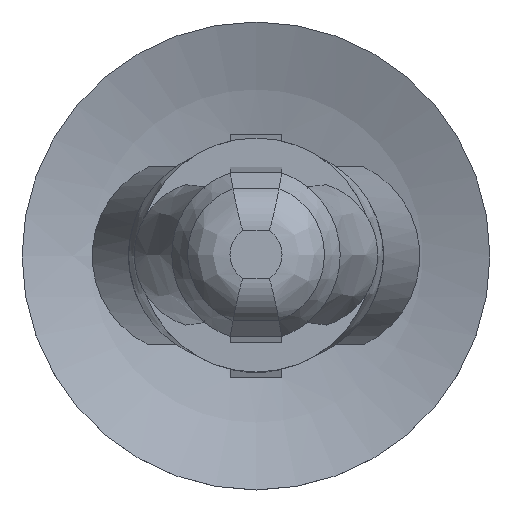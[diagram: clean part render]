
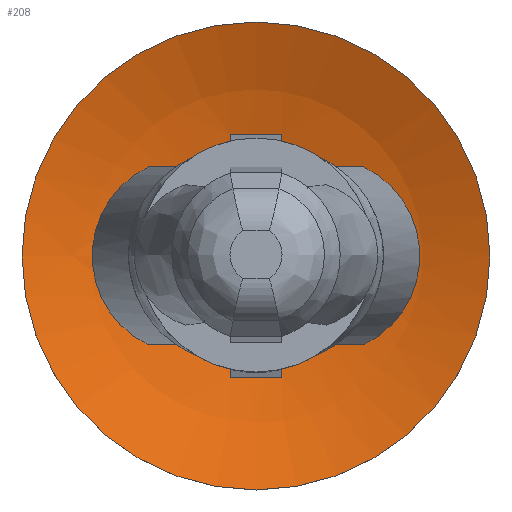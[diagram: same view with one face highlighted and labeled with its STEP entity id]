
A CAD part, top view. The second image highlights one B-rep face of the part: STEP entity #208.
In plain terms, the highlighted spherical face has radius 13 mm.
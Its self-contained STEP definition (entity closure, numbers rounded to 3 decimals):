
#208 = ADVANCED_FACE( '', ( #438, #439, #440, #441 ), #442, .F. );
#438 = FACE_OUTER_BOUND( '', #1001, .T. );
#439 = FACE_OUTER_BOUND( '', #1002, .T. );
#440 = FACE_BOUND( '', #1003, .T. );
#441 = FACE_BOUND( '', #1004, .T. );
#442 = SPHERICAL_SURFACE( '', #1005, 13. );
#1001 = EDGE_LOOP( '', ( #1578 ) );
#1002 = EDGE_LOOP( '', ( #1579, #1580, #1581, #1582 ) );
#1003 = EDGE_LOOP( '', ( #1583, #1584 ) );
#1004 = EDGE_LOOP( '', ( #1585, #1586 ) );
#1005 = AXIS2_PLACEMENT_3D( '', #1587, #1588, #1589 );
#1578 = ORIENTED_EDGE( '', *, *, #1979, .F. );
#1579 = ORIENTED_EDGE( '', *, *, #2026, .T. );
#1580 = ORIENTED_EDGE( '', *, *, #2027, .T. );
#1581 = ORIENTED_EDGE( '', *, *, #1889, .T. );
#1582 = ORIENTED_EDGE( '', *, *, #1994, .T. );
#1583 = ORIENTED_EDGE( '', *, *, #2028, .T. );
#1584 = ORIENTED_EDGE( '', *, *, #1893, .T. );
#1585 = ORIENTED_EDGE( '', *, *, #1808, .F. );
#1586 = ORIENTED_EDGE( '', *, *, #1997, .F. );
#1587 = CARTESIAN_POINT( '', ( 0., 0., 0.8 ) );
#1588 = DIRECTION( '', ( 0., 0., -1. ) );
#1589 = DIRECTION( '', ( -1., 0., 0. ) );
#1808 = EDGE_CURVE( '', #2084, #2087, #2088, .F. );
#1889 = EDGE_CURVE( '', #2222, #2220, #2223, .F. );
#1893 = EDGE_CURVE( '', #2228, #2229, #2230, .F. );
#1979 = EDGE_CURVE( '', #2355, #2355, #2356, .T. );
#1994 = EDGE_CURVE( '', #2220, #2376, #2377, .F. );
#1997 = EDGE_CURVE( '', #2087, #2084, #2380, .T. );
#2026 = EDGE_CURVE( '', #2376, #2412, #2413, .F. );
#2027 = EDGE_CURVE( '', #2412, #2222, #2414, .F. );
#2028 = EDGE_CURVE( '', #2229, #2228, #2415, .T. );
#2084 = VERTEX_POINT( '', #2478 );
#2087 = VERTEX_POINT( '', #2482 );
#2088 = CIRCLE( '', #2483, 12.795 );
#2220 = VERTEX_POINT( '', #2765 );
#2222 = VERTEX_POINT( '', #2768 );
#2223 = CIRCLE( '', #2769, 12.988 );
#2228 = VERTEX_POINT( '', #2776 );
#2229 = VERTEX_POINT( '', #2777 );
#2230 = CIRCLE( '', #2778, 12.795 );
#2355 = VERTEX_POINT( '', #3071 );
#2356 = CIRCLE( '', #3072, 5. );
#2376 = VERTEX_POINT( '', #3110 );
#2377 = CIRCLE( '', #3111, 12.737 );
#2380 = B_SPLINE_CURVE_WITH_KNOTS( '', 3, ( #3115, #3116, #3117, #3118, #3119, #3120, #3121, #3122, #3123, #3124 ), .UNSPECIFIED., .F., .F., ( 4, 2, 2, 2, 4 ), ( 0., 0., 0.001, 0.001, 0.002 ), .UNSPECIFIED. );
#2412 = VERTEX_POINT( '', #3187 );
#2413 = CIRCLE( '', #3188, 12.988 );
#2414 = CIRCLE( '', #3189, 12.737 );
#2415 = B_SPLINE_CURVE_WITH_KNOTS( '', 3, ( #3190, #3191, #3192, #3193, #3194, #3195, #3196, #3197, #3198, #3199 ), .UNSPECIFIED., .F., .F., ( 4, 2, 2, 2, 4 ), ( 0., 0., 0.001, 0.001, 0.002 ), .UNSPECIFIED. );
#2478 = CARTESIAN_POINT( '', ( 2.3, 0.75, -11.973 ) );
#2482 = CARTESIAN_POINT( '', ( 2.3, -0.75, -11.973 ) );
#2483 = AXIS2_PLACEMENT_3D( '', #3272, #3273, #3274 );
#2765 = CARTESIAN_POINT( '', ( -0.55, 2.6, -11.925 ) );
#2768 = CARTESIAN_POINT( '', ( -0.55, -2.6, -11.925 ) );
#2769 = AXIS2_PLACEMENT_3D( '', #3352, #3353, #3354 );
#2776 = CARTESIAN_POINT( '', ( -2.3, 0.75, -11.973 ) );
#2777 = CARTESIAN_POINT( '', ( -2.3, -0.75, -11.973 ) );
#2778 = AXIS2_PLACEMENT_3D( '', #3357, #3358, #3359 );
#3071 = CARTESIAN_POINT( '', ( -5., 0., -11.2 ) );
#3072 = AXIS2_PLACEMENT_3D( '', #3406, #3407, #3408 );
#3110 = CARTESIAN_POINT( '', ( 0.55, 2.6, -11.925 ) );
#3111 = AXIS2_PLACEMENT_3D( '', #3418, #3419, #3420 );
#3115 = CARTESIAN_POINT( '', ( 2.3, -0.75, -11.973 ) );
#3116 = CARTESIAN_POINT( '', ( 2.447, -0.689, -11.95 ) );
#3117 = CARTESIAN_POINT( '', ( 2.574, -0.584, -11.93 ) );
#3118 = CARTESIAN_POINT( '', ( 2.751, -0.32, -11.903 ) );
#3119 = CARTESIAN_POINT( '', ( 2.8, -0.159, -11.895 ) );
#3120 = CARTESIAN_POINT( '', ( 2.8, 0.159, -11.895 ) );
#3121 = CARTESIAN_POINT( '', ( 2.751, 0.32, -11.903 ) );
#3122 = CARTESIAN_POINT( '', ( 2.574, 0.584, -11.93 ) );
#3123 = CARTESIAN_POINT( '', ( 2.447, 0.689, -11.95 ) );
#3124 = CARTESIAN_POINT( '', ( 2.3, 0.75, -11.973 ) );
#3187 = CARTESIAN_POINT( '', ( 0.55, -2.6, -11.925 ) );
#3188 = AXIS2_PLACEMENT_3D( '', #3437, #3438, #3439 );
#3189 = AXIS2_PLACEMENT_3D( '', #3440, #3441, #3442 );
#3190 = CARTESIAN_POINT( '', ( -2.3, -0.75, -11.973 ) );
#3191 = CARTESIAN_POINT( '', ( -2.447, -0.689, -11.95 ) );
#3192 = CARTESIAN_POINT( '', ( -2.574, -0.584, -11.93 ) );
#3193 = CARTESIAN_POINT( '', ( -2.751, -0.32, -11.903 ) );
#3194 = CARTESIAN_POINT( '', ( -2.8, -0.159, -11.895 ) );
#3195 = CARTESIAN_POINT( '', ( -2.8, 0.159, -11.895 ) );
#3196 = CARTESIAN_POINT( '', ( -2.751, 0.32, -11.903 ) );
#3197 = CARTESIAN_POINT( '', ( -2.574, 0.584, -11.93 ) );
#3198 = CARTESIAN_POINT( '', ( -2.447, 0.689, -11.95 ) );
#3199 = CARTESIAN_POINT( '', ( -2.3, 0.75, -11.973 ) );
#3272 = CARTESIAN_POINT( '', ( 2.3, 0., 0.8 ) );
#3273 = DIRECTION( '', ( 1., 0., 0. ) );
#3274 = DIRECTION( '', ( 0., 1., 0. ) );
#3352 = CARTESIAN_POINT( '', ( -0.55, 0., 0.8 ) );
#3353 = DIRECTION( '', ( -1., 0., 0. ) );
#3354 = DIRECTION( '', ( 0., -1., 0. ) );
#3357 = CARTESIAN_POINT( '', ( -2.3, 0., 0.8 ) );
#3358 = DIRECTION( '', ( 1., 0., 0. ) );
#3359 = DIRECTION( '', ( 0., 1., 0. ) );
#3406 = CARTESIAN_POINT( '', ( 0., 0., -11.2 ) );
#3407 = DIRECTION( '', ( 0., 0., -1. ) );
#3408 = DIRECTION( '', ( -1., 0., 0. ) );
#3418 = CARTESIAN_POINT( '', ( 0., 2.6, 0.8 ) );
#3419 = DIRECTION( '', ( 0., 1., 0. ) );
#3420 = DIRECTION( '', ( 0., 0., 1. ) );
#3437 = CARTESIAN_POINT( '', ( 0.55, 0., 0.8 ) );
#3438 = DIRECTION( '', ( 1., 0., 0. ) );
#3439 = DIRECTION( '', ( 0., 1., 0. ) );
#3440 = CARTESIAN_POINT( '', ( 0., -2.6, 0.8 ) );
#3441 = DIRECTION( '', ( 0., -1., 0. ) );
#3442 = DIRECTION( '', ( 0., 0., -1. ) );
